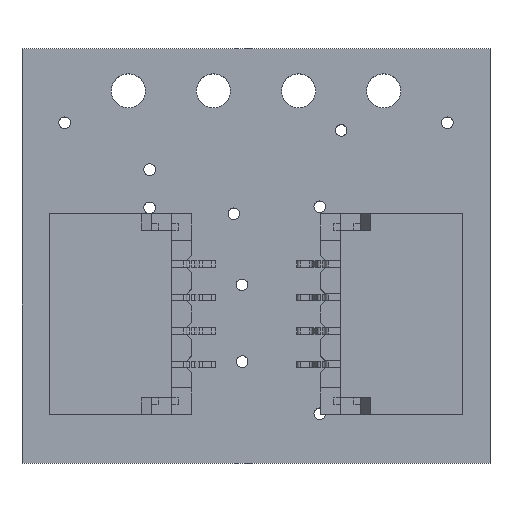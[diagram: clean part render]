
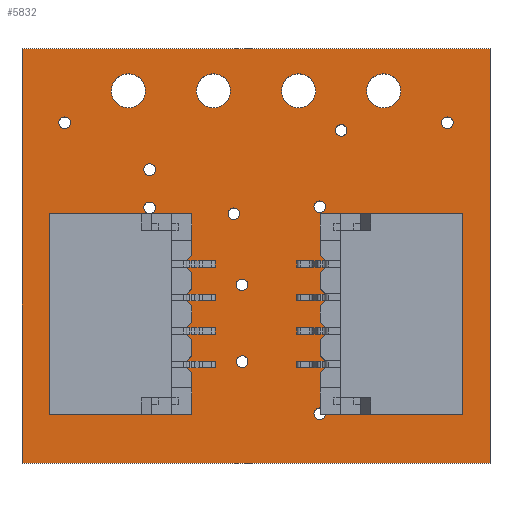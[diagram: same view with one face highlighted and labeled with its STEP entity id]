
A CAD part, top view. The second image highlights one B-rep face of the part: STEP entity #5832.
In plain terms, the highlighted planar face has unit normal (0, 0, 1).
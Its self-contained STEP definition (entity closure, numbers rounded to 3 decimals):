
#201=FACE_BOUND('',#795,.T.);
#202=FACE_BOUND('',#796,.T.);
#203=FACE_BOUND('',#797,.T.);
#204=FACE_BOUND('',#798,.T.);
#205=FACE_BOUND('',#799,.T.);
#206=FACE_BOUND('',#800,.T.);
#207=FACE_BOUND('',#801,.T.);
#208=FACE_BOUND('',#802,.T.);
#209=FACE_BOUND('',#803,.T.);
#210=FACE_BOUND('',#804,.T.);
#211=FACE_BOUND('',#805,.T.);
#212=FACE_BOUND('',#806,.T.);
#213=FACE_BOUND('',#807,.T.);
#214=FACE_BOUND('',#808,.T.);
#215=FACE_BOUND('',#809,.T.);
#216=FACE_BOUND('',#810,.T.);
#217=FACE_BOUND('',#811,.T.);
#218=FACE_BOUND('',#812,.T.);
#250=PLANE('',#6214);
#503=FACE_OUTER_BOUND('',#794,.T.);
#794=EDGE_LOOP('',(#4162,#4163,#4164,#4165));
#795=EDGE_LOOP('',(#4166));
#796=EDGE_LOOP('',(#4167));
#797=EDGE_LOOP('',(#4168));
#798=EDGE_LOOP('',(#4169));
#799=EDGE_LOOP('',(#4170));
#800=EDGE_LOOP('',(#4171));
#801=EDGE_LOOP('',(#4172));
#802=EDGE_LOOP('',(#4173));
#803=EDGE_LOOP('',(#4174));
#804=EDGE_LOOP('',(#4175));
#805=EDGE_LOOP('',(#4176));
#806=EDGE_LOOP('',(#4177));
#807=EDGE_LOOP('',(#4178));
#808=EDGE_LOOP('',(#4179));
#809=EDGE_LOOP('',(#4180));
#810=EDGE_LOOP('',(#4181));
#811=EDGE_LOOP('',(#4182));
#812=EDGE_LOOP('',(#4183));
#1128=LINE('',#8247,#1856);
#1131=LINE('',#8253,#1859);
#1134=LINE('',#8259,#1862);
#1137=LINE('',#8263,#1865);
#1856=VECTOR('',#6704,10.);
#1859=VECTOR('',#6709,10.);
#1862=VECTOR('',#6714,10.);
#1865=VECTOR('',#6719,10.);
#2565=CIRCLE('',#6158,0.508);
#2567=CIRCLE('',#6161,0.175);
#2569=CIRCLE('',#6164,0.175);
#2571=CIRCLE('',#6167,0.175);
#2573=CIRCLE('',#6170,0.508);
#2575=CIRCLE('',#6173,0.175);
#2577=CIRCLE('',#6176,0.175);
#2579=CIRCLE('',#6179,0.175);
#2581=CIRCLE('',#6182,0.175);
#2583=CIRCLE('',#6185,0.175);
#2585=CIRCLE('',#6188,0.508);
#2587=CIRCLE('',#6191,0.175);
#2589=CIRCLE('',#6194,0.175);
#2591=CIRCLE('',#6197,0.175);
#2593=CIRCLE('',#6200,0.508);
#2595=CIRCLE('',#6203,0.175);
#2597=CIRCLE('',#6206,0.175);
#2599=CIRCLE('',#6209,0.175);
#2677=VERTEX_POINT('',#8135);
#2679=VERTEX_POINT('',#8141);
#2681=VERTEX_POINT('',#8147);
#2683=VERTEX_POINT('',#8153);
#2685=VERTEX_POINT('',#8159);
#2687=VERTEX_POINT('',#8165);
#2689=VERTEX_POINT('',#8171);
#2691=VERTEX_POINT('',#8177);
#2693=VERTEX_POINT('',#8183);
#2695=VERTEX_POINT('',#8189);
#2697=VERTEX_POINT('',#8195);
#2699=VERTEX_POINT('',#8201);
#2701=VERTEX_POINT('',#8207);
#2703=VERTEX_POINT('',#8213);
#2705=VERTEX_POINT('',#8219);
#2707=VERTEX_POINT('',#8225);
#2709=VERTEX_POINT('',#8231);
#2711=VERTEX_POINT('',#8237);
#2714=VERTEX_POINT('',#8244);
#2715=VERTEX_POINT('',#8246);
#2717=VERTEX_POINT('',#8252);
#2719=VERTEX_POINT('',#8258);
#3236=EDGE_CURVE('',#2677,#2677,#2565,.T.);
#3239=EDGE_CURVE('',#2679,#2679,#2567,.T.);
#3242=EDGE_CURVE('',#2681,#2681,#2569,.T.);
#3245=EDGE_CURVE('',#2683,#2683,#2571,.T.);
#3248=EDGE_CURVE('',#2685,#2685,#2573,.T.);
#3251=EDGE_CURVE('',#2687,#2687,#2575,.T.);
#3254=EDGE_CURVE('',#2689,#2689,#2577,.T.);
#3257=EDGE_CURVE('',#2691,#2691,#2579,.T.);
#3260=EDGE_CURVE('',#2693,#2693,#2581,.T.);
#3263=EDGE_CURVE('',#2695,#2695,#2583,.T.);
#3266=EDGE_CURVE('',#2697,#2697,#2585,.T.);
#3269=EDGE_CURVE('',#2699,#2699,#2587,.T.);
#3272=EDGE_CURVE('',#2701,#2701,#2589,.T.);
#3275=EDGE_CURVE('',#2703,#2703,#2591,.T.);
#3278=EDGE_CURVE('',#2705,#2705,#2593,.T.);
#3281=EDGE_CURVE('',#2707,#2707,#2595,.T.);
#3284=EDGE_CURVE('',#2709,#2709,#2597,.T.);
#3287=EDGE_CURVE('',#2711,#2711,#2599,.T.);
#3290=EDGE_CURVE('',#2715,#2714,#1128,.T.);
#3293=EDGE_CURVE('',#2717,#2715,#1131,.T.);
#3296=EDGE_CURVE('',#2719,#2717,#1134,.T.);
#3299=EDGE_CURVE('',#2714,#2719,#1137,.T.);
#4162=ORIENTED_EDGE('',*,*,#3299,.T.);
#4163=ORIENTED_EDGE('',*,*,#3296,.T.);
#4164=ORIENTED_EDGE('',*,*,#3293,.T.);
#4165=ORIENTED_EDGE('',*,*,#3290,.T.);
#4166=ORIENTED_EDGE('',*,*,#3236,.T.);
#4167=ORIENTED_EDGE('',*,*,#3239,.T.);
#4168=ORIENTED_EDGE('',*,*,#3242,.T.);
#4169=ORIENTED_EDGE('',*,*,#3245,.T.);
#4170=ORIENTED_EDGE('',*,*,#3248,.T.);
#4171=ORIENTED_EDGE('',*,*,#3251,.T.);
#4172=ORIENTED_EDGE('',*,*,#3254,.T.);
#4173=ORIENTED_EDGE('',*,*,#3257,.T.);
#4174=ORIENTED_EDGE('',*,*,#3260,.T.);
#4175=ORIENTED_EDGE('',*,*,#3263,.T.);
#4176=ORIENTED_EDGE('',*,*,#3266,.T.);
#4177=ORIENTED_EDGE('',*,*,#3269,.T.);
#4178=ORIENTED_EDGE('',*,*,#3272,.T.);
#4179=ORIENTED_EDGE('',*,*,#3275,.T.);
#4180=ORIENTED_EDGE('',*,*,#3278,.T.);
#4181=ORIENTED_EDGE('',*,*,#3281,.T.);
#4182=ORIENTED_EDGE('',*,*,#3284,.T.);
#4183=ORIENTED_EDGE('',*,*,#3287,.T.);
#5832=ADVANCED_FACE('',(#503,#201,#202,#203,#204,#205,#206,#207,#208,#209,
#210,#211,#212,#213,#214,#215,#216,#217,#218),#250,.T.);
#6158=AXIS2_PLACEMENT_3D('',#8137,#6579,#6580);
#6161=AXIS2_PLACEMENT_3D('',#8143,#6586,#6587);
#6164=AXIS2_PLACEMENT_3D('',#8149,#6593,#6594);
#6167=AXIS2_PLACEMENT_3D('',#8155,#6600,#6601);
#6170=AXIS2_PLACEMENT_3D('',#8161,#6607,#6608);
#6173=AXIS2_PLACEMENT_3D('',#8167,#6614,#6615);
#6176=AXIS2_PLACEMENT_3D('',#8173,#6621,#6622);
#6179=AXIS2_PLACEMENT_3D('',#8179,#6628,#6629);
#6182=AXIS2_PLACEMENT_3D('',#8185,#6635,#6636);
#6185=AXIS2_PLACEMENT_3D('',#8191,#6642,#6643);
#6188=AXIS2_PLACEMENT_3D('',#8197,#6649,#6650);
#6191=AXIS2_PLACEMENT_3D('',#8203,#6656,#6657);
#6194=AXIS2_PLACEMENT_3D('',#8209,#6663,#6664);
#6197=AXIS2_PLACEMENT_3D('',#8215,#6670,#6671);
#6200=AXIS2_PLACEMENT_3D('',#8221,#6677,#6678);
#6203=AXIS2_PLACEMENT_3D('',#8227,#6684,#6685);
#6206=AXIS2_PLACEMENT_3D('',#8233,#6691,#6692);
#6209=AXIS2_PLACEMENT_3D('',#8239,#6698,#6699);
#6214=AXIS2_PLACEMENT_3D('',#8264,#6720,#6721);
#6579=DIRECTION('center_axis',(0.,0.,-1.));
#6580=DIRECTION('ref_axis',(1.,0.,0.));
#6586=DIRECTION('center_axis',(0.,0.,-1.));
#6587=DIRECTION('ref_axis',(1.,0.,0.));
#6593=DIRECTION('center_axis',(0.,0.,-1.));
#6594=DIRECTION('ref_axis',(1.,0.,0.));
#6600=DIRECTION('center_axis',(0.,0.,-1.));
#6601=DIRECTION('ref_axis',(1.,0.,0.));
#6607=DIRECTION('center_axis',(0.,0.,-1.));
#6608=DIRECTION('ref_axis',(1.,0.,0.));
#6614=DIRECTION('center_axis',(0.,0.,-1.));
#6615=DIRECTION('ref_axis',(1.,0.,0.));
#6621=DIRECTION('center_axis',(0.,0.,-1.));
#6622=DIRECTION('ref_axis',(1.,0.,0.));
#6628=DIRECTION('center_axis',(0.,0.,-1.));
#6629=DIRECTION('ref_axis',(1.,0.,0.));
#6635=DIRECTION('center_axis',(0.,0.,-1.));
#6636=DIRECTION('ref_axis',(1.,0.,0.));
#6642=DIRECTION('center_axis',(0.,0.,-1.));
#6643=DIRECTION('ref_axis',(1.,0.,0.));
#6649=DIRECTION('center_axis',(0.,0.,-1.));
#6650=DIRECTION('ref_axis',(1.,0.,0.));
#6656=DIRECTION('center_axis',(0.,0.,-1.));
#6657=DIRECTION('ref_axis',(1.,0.,0.));
#6663=DIRECTION('center_axis',(0.,0.,-1.));
#6664=DIRECTION('ref_axis',(1.,0.,0.));
#6670=DIRECTION('center_axis',(0.,0.,-1.));
#6671=DIRECTION('ref_axis',(1.,0.,0.));
#6677=DIRECTION('center_axis',(0.,0.,-1.));
#6678=DIRECTION('ref_axis',(1.,0.,0.));
#6684=DIRECTION('center_axis',(0.,0.,-1.));
#6685=DIRECTION('ref_axis',(1.,0.,0.));
#6691=DIRECTION('center_axis',(0.,0.,-1.));
#6692=DIRECTION('ref_axis',(1.,0.,0.));
#6698=DIRECTION('center_axis',(0.,0.,-1.));
#6699=DIRECTION('ref_axis',(1.,0.,0.));
#6704=DIRECTION('',(-1.,0.,0.));
#6709=DIRECTION('',(0.,1.,0.));
#6714=DIRECTION('',(1.,0.,0.));
#6719=DIRECTION('',(0.,-1.,0.));
#6720=DIRECTION('center_axis',(0.,0.,1.));
#6721=DIRECTION('ref_axis',(1.,0.,0.));
#8135=CARTESIAN_POINT('',(-4.318,11.113,1.57));
#8137=CARTESIAN_POINT('Origin',(-3.81,11.113,1.57));
#8141=CARTESIAN_POINT('',(-5.89,10.16,1.57));
#8143=CARTESIAN_POINT('Origin',(-5.715,10.16,1.57));
#8147=CARTESIAN_POINT('',(-3.452,6.452,1.57));
#8149=CARTESIAN_POINT('Origin',(-3.277,6.452,1.57));
#8153=CARTESIAN_POINT('',(-0.589,3.03,1.57));
#8155=CARTESIAN_POINT('Origin',(-0.414,3.03,1.57));
#8159=CARTESIAN_POINT('',(0.762,11.113,1.57));
#8161=CARTESIAN_POINT('Origin',(1.27,11.113,1.57));
#8165=CARTESIAN_POINT('',(-3.502,3.048,1.57));
#8167=CARTESIAN_POINT('Origin',(-3.327,3.048,1.57));
#8171=CARTESIAN_POINT('',(1.73,1.473,1.57));
#8173=CARTESIAN_POINT('Origin',(1.905,1.473,1.57));
#8177=CARTESIAN_POINT('',(-3.35,7.62,1.57));
#8179=CARTESIAN_POINT('Origin',(-3.175,7.62,1.57));
#8183=CARTESIAN_POINT('',(1.73,7.651,1.57));
#8185=CARTESIAN_POINT('Origin',(1.905,7.651,1.57));
#8189=CARTESIAN_POINT('',(-0.595,5.321,1.57));
#8191=CARTESIAN_POINT('Origin',(-0.42,5.321,1.57));
#8195=CARTESIAN_POINT('',(-1.778,11.113,1.57));
#8197=CARTESIAN_POINT('Origin',(-1.27,11.113,1.57));
#8201=CARTESIAN_POINT('',(-3.35,5.334,1.57));
#8203=CARTESIAN_POINT('Origin',(-3.175,5.334,1.57));
#8207=CARTESIAN_POINT('',(2.365,9.931,1.57));
#8209=CARTESIAN_POINT('Origin',(2.54,9.931,1.57));
#8213=CARTESIAN_POINT('',(5.54,10.16,1.57));
#8215=CARTESIAN_POINT('Origin',(5.715,10.16,1.57));
#8219=CARTESIAN_POINT('',(3.302,11.113,1.57));
#8221=CARTESIAN_POINT('Origin',(3.81,11.113,1.57));
#8225=CARTESIAN_POINT('',(4.067,3.073,1.57));
#8227=CARTESIAN_POINT('Origin',(4.242,3.073,1.57));
#8231=CARTESIAN_POINT('',(-3.35,8.763,1.57));
#8233=CARTESIAN_POINT('Origin',(-3.175,8.763,1.57));
#8237=CARTESIAN_POINT('',(-0.835,7.442,1.57));
#8239=CARTESIAN_POINT('Origin',(-0.66,7.442,1.57));
#8244=CARTESIAN_POINT('',(-6.985,12.37,1.57));
#8246=CARTESIAN_POINT('',(6.985,12.37,1.57));
#8247=CARTESIAN_POINT('',(6.985,12.37,1.57));
#8252=CARTESIAN_POINT('',(6.985,0.,1.57));
#8253=CARTESIAN_POINT('',(6.985,0.,1.57));
#8258=CARTESIAN_POINT('',(-6.985,0.,1.57));
#8259=CARTESIAN_POINT('',(-6.985,0.,1.57));
#8263=CARTESIAN_POINT('',(-6.985,12.37,1.57));
#8264=CARTESIAN_POINT('Origin',(0.,6.185,1.57));
